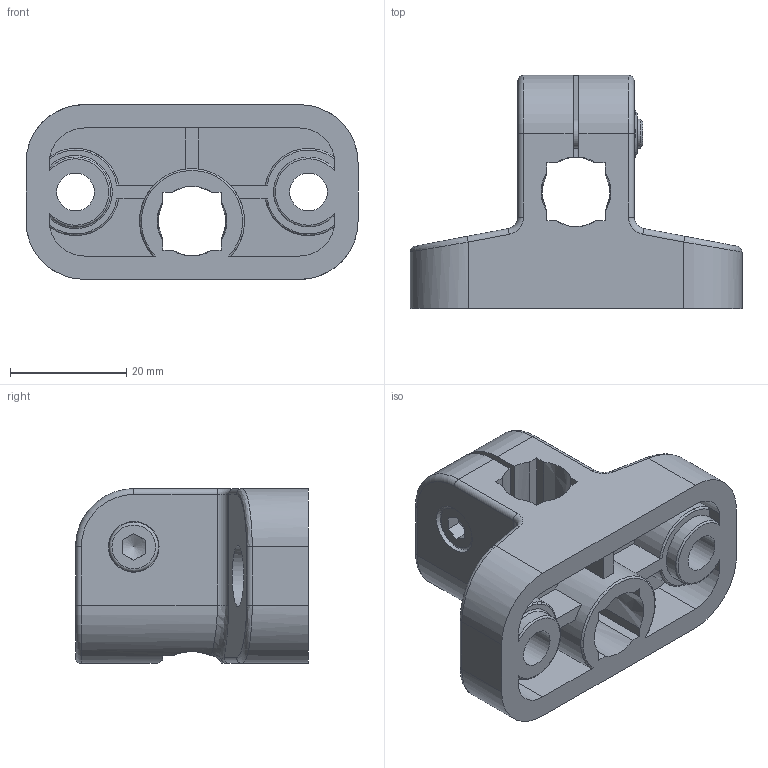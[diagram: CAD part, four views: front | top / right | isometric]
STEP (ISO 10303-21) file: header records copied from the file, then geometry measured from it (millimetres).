
FILE_DESCRIPTION((''),'2;1');
FILE_NAME('730011.ipt.stp','2010-09-05T12:30:46',(''),(''),'Autodesk Inventor 2010','Autodesk Inventor 2010','');
FILE_SCHEMA(('AUTOMOTIVE_DESIGN { 1 0 10303 214 1 1 1 1 }'));
Length unit declared in the file: millimetre
Products named in the file (1): 730011
Bounding box: 57 x 40 x 30 mm (x, y, z)
Volume: 21734.1 mm3; surface area: 12902.9 mm2
Topology: 3 solids, 3 shells, 174 faces, 453 edges, 288 vertices
Faces by surface type: plane 80, bspline 43, cylinder 32, torus 13, cone 6
Full cylindrical faces by diameter (mm): 5 x1, 8.5 x1
Entity records: 6263 total; most frequent: CARTESIAN_POINT 2019, ORIENTED_EDGE 860, DIRECTION 784, EDGE_CURVE 430, VERTEX_POINT 283, AXIS2_PLACEMENT_3D 279, VECTOR 226, LINE 226
